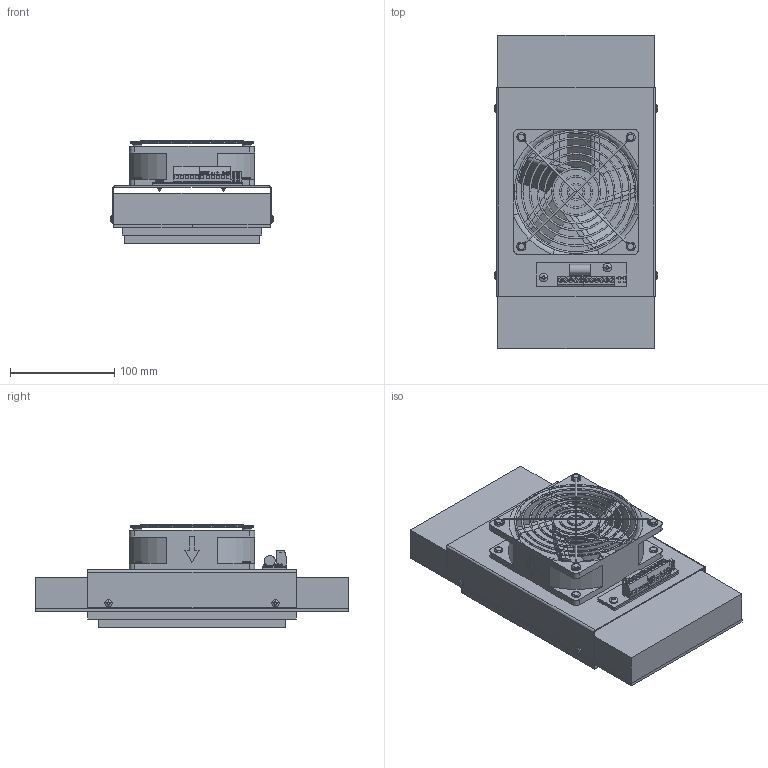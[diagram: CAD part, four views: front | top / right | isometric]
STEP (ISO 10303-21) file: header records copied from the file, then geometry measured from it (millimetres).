
FILE_DESCRIPTION (( 'STEP AP214' ), '1' );
FILE_NAME ('錨璃159.STEP', '2018-11-19T03:58:02', ( '' ), ( '' ), 'SwSTEP 2.0', 'SolidWorks 2016', '' );
FILE_SCHEMA (( 'AUTOMOTIVE_DESIGN' ));
Length unit declared in the file: millimetre
Products named in the file (1): 錨璃159
Bounding box: 156.62 x 300 x 99.44 mm (x, y, z)
Surface area: 287196 mm2 (no closed solid volume)
Topology: 0 solids, 11 shells, 741 faces, 2118 edges, 1411 vertices
Faces by surface type: plane 428, cylinder 178, bspline 123, torus 8, cone 4
Entity records: 30766 total; most frequent: CARTESIAN_POINT 9256, ORIENTED_EDGE 3958, DIRECTION 3474, EDGE_CURVE 2114, VERTEX_POINT 1411, LINE 1226, VECTOR 1226, AXIS2_PLACEMENT_3D 1124
